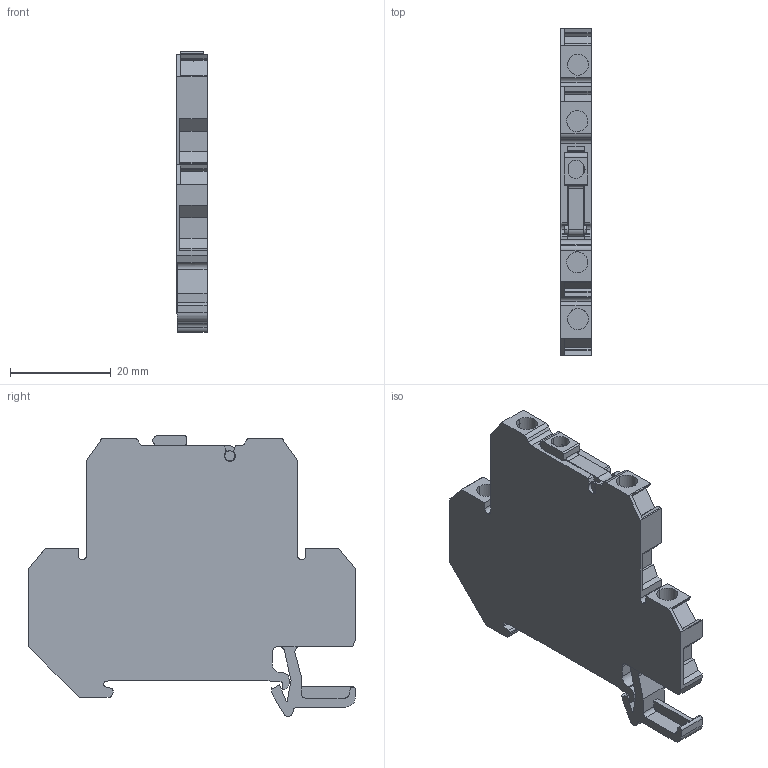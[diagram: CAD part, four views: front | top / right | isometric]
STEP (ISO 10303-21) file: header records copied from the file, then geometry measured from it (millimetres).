
FILE_DESCRIPTION(('CATIA V5R22 STEP214','CAx-IF Rec.Pracs.--- Model Styling and Organization---1.4--- 2014-01-23'),'2;1');
FILE_NAME ('D1446110_1', '2021-03-23T13:25:56+00:00', ('Weidmueller Interface'), ('Weidmueller'), 'CATIA Version 5-6 Release 2016 SP3 HF44', 'CATIA V5 STEP AP214', 'none');
FILE_SCHEMA(('AUTOMOTIVE_DESIGN { 1 0 10303 214 1 1 1 1 }'));
Length unit declared in the file: millimetre
Products named in the file (1): 0687460000
Bounding box: 6 x 65 x 55.82 mm (x, y, z)
Volume: 13759.6 mm3; surface area: 8512.7 mm2
Topology: 2 solids, 2 shells, 249 faces, 712 edges, 473 vertices
Faces by surface type: plane 165, cylinder 84
Entity records: 9211 total; most frequent: CARTESIAN_POINT 2603, ORIENTED_EDGE 1420, DIRECTION 1116, EDGE_CURVE 710, VECTOR 534, LINE 534, VERTEX_POINT 471, AXIS2_PLACEMENT_3D 335
